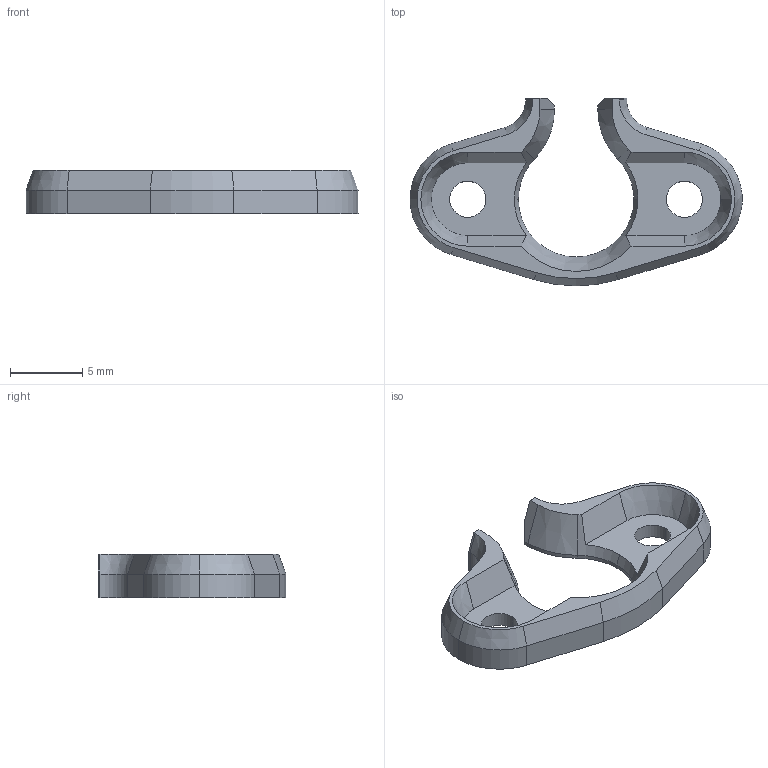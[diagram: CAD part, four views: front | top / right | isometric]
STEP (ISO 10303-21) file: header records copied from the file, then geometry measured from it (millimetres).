
FILE_DESCRIPTION (( 'STEP AP214' ), '1' );
FILE_NAME ('LB-magnetHolder-Front.SLDPRT.STEP', '2018-05-09T15:38:21', ( '' ), ( '' ), 'SwSTEP 2.0', 'SolidWorks 2017', '' );
FILE_SCHEMA (( 'AUTOMOTIVE_DESIGN' ));
Length unit declared in the file: millimetre
Products named in the file (1): LB-magnetHolder-Front.SLDPRT
Bounding box: 22.99 x 13 x 3 mm (x, y, z)
Volume: 276.2 mm3; surface area: 542.5 mm2
Topology: 1 solids, 1 shells, 57 faces, 148 edges, 93 vertices
Faces by surface type: plane 28, cylinder 15, cone 14
Entity records: 1783 total; most frequent: DIRECTION 311, CARTESIAN_POINT 311, ORIENTED_EDGE 296, EDGE_CURVE 148, AXIS2_PLACEMENT_3D 109, VECTOR 93, LINE 93, VERTEX_POINT 93
